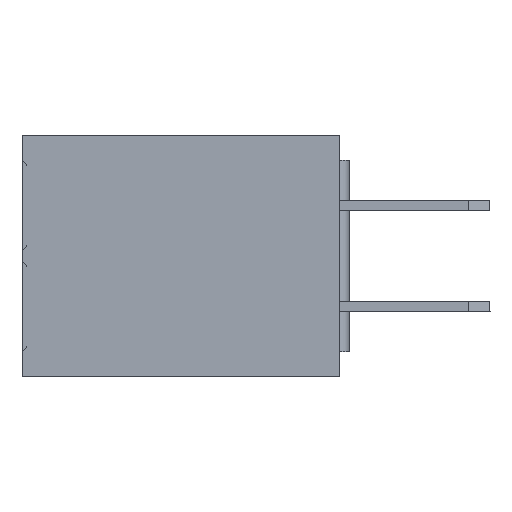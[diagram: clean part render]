
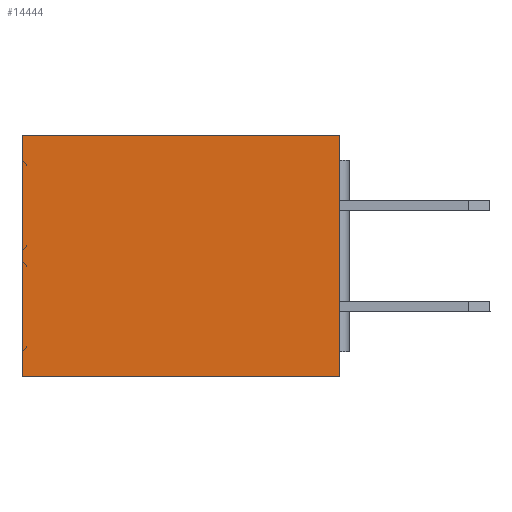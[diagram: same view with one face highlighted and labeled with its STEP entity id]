
A CAD part, left-side view. The second image highlights one B-rep face of the part: STEP entity #14444.
In plain terms, the highlighted planar face has unit normal (-1, 0, 0).
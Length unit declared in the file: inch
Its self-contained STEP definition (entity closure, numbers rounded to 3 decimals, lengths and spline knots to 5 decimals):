
#164 = VECTOR ( 'NONE', #17648, 39.37008 ) ;
#546 = VERTEX_POINT ( 'NONE', #15905 ) ;
#1687 = EDGE_CURVE ( 'NONE', #16210, #4946, #15335, .T. ) ;
#2268 = LINE ( 'NONE', #9985, #164 ) ;
#3394 = CARTESIAN_POINT ( 'NONE',  ( -0.9975, 0.315, -0.12 ) ) ;
#3513 = CARTESIAN_POINT ( 'NONE',  ( -0.9975, 0., 0.12 ) ) ;
#3827 = LINE ( 'NONE', #17513, #16253 ) ;
#4946 = VERTEX_POINT ( 'NONE', #24120 ) ;
#6314 = AXIS2_PLACEMENT_3D ( 'NONE', #12207, #14360, #23861 ) ;
#6399 = CARTESIAN_POINT ( 'NONE',  ( -0.9975, 0.315, 0.1248 ) ) ;
#6748 = EDGE_LOOP ( 'NONE', ( #10936, #16659, #19568, #23456 ) ) ;
#6848 = EDGE_CURVE ( 'NONE', #546, #11817, #24472, .T. ) ;
#8695 = FACE_OUTER_BOUND ( 'NONE', #6748, .T. ) ;
#9850 = DIRECTION ( 'NONE',  ( 0., -1., 0. ) ) ;
#9985 = CARTESIAN_POINT ( 'NONE',  ( -0.9975, 0.1575, 0.12 ) ) ;
#10936 = ORIENTED_EDGE ( 'NONE', *, *, #1687, .F. ) ;
#11817 = VERTEX_POINT ( 'NONE', #3513 ) ;
#11935 = DIRECTION ( 'NONE',  ( 0., 0., 1. ) ) ;
#12207 = CARTESIAN_POINT ( 'NONE',  ( -0.9975, -0.0063, -0.1248 ) ) ;
#12574 = EDGE_CURVE ( 'NONE', #16210, #546, #3827, .T. ) ;
#13654 = CARTESIAN_POINT ( 'NONE',  ( -0.9975, 0., -0.1248 ) ) ;
#13833 = VECTOR ( 'NONE', #19655, 39.37008 ) ;
#14360 = DIRECTION ( 'NONE',  ( -1., 0., 0. ) ) ;
#14444 = ADVANCED_FACE ( 'NONE', ( #8695 ), #20063, .T. ) ;
#15335 = LINE ( 'NONE', #6399, #13833 ) ;
#15905 = CARTESIAN_POINT ( 'NONE',  ( -0.9975, 0., -0.12 ) ) ;
#16210 = VERTEX_POINT ( 'NONE', #3394 ) ;
#16253 = VECTOR ( 'NONE', #9850, 39.37008 ) ;
#16659 = ORIENTED_EDGE ( 'NONE', *, *, #12574, .T. ) ;
#17147 = EDGE_CURVE ( 'NONE', #11817, #4946, #2268, .T. ) ;
#17513 = CARTESIAN_POINT ( 'NONE',  ( -0.9975, 0.1575, -0.12 ) ) ;
#17648 = DIRECTION ( 'NONE',  ( 0., 1., 0. ) ) ;
#19568 = ORIENTED_EDGE ( 'NONE', *, *, #6848, .T. ) ;
#19655 = DIRECTION ( 'NONE',  ( 0., 0., 1. ) ) ;
#20063 = PLANE ( 'NONE',  #6314 ) ;
#22400 = VECTOR ( 'NONE', #11935, 39.37008 ) ;
#23456 = ORIENTED_EDGE ( 'NONE', *, *, #17147, .T. ) ;
#23861 = DIRECTION ( 'NONE',  ( 0., 0., 1. ) ) ;
#24120 = CARTESIAN_POINT ( 'NONE',  ( -0.9975, 0.315, 0.12 ) ) ;
#24472 = LINE ( 'NONE', #13654, #22400 ) ;
